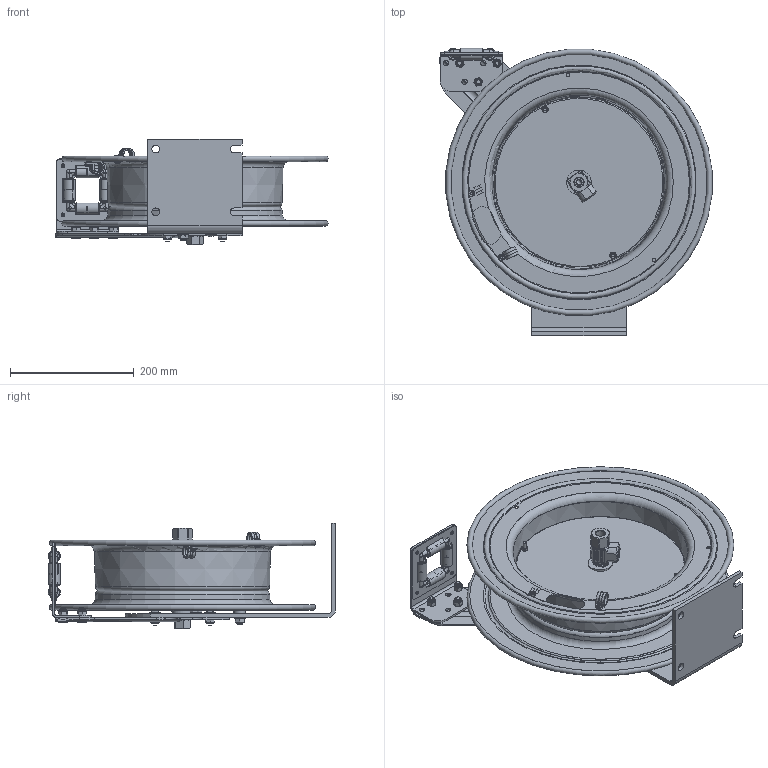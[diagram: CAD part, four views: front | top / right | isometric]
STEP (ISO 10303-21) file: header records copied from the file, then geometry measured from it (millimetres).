
FILE_DESCRIPTION(/* description */ (''),/* implementation_level */ '2;1');
FILE_NAME(/* name */ 'P-LPL-340_SHARED.stp',/* time_stamp */ '2020-01-17T09:06:42-07:00',/* author */ ('NMelton'),/* organization */ (''),/* preprocessor_version */ 'ST-DEVELOPER v17',/* originating_system */ 'Autodesk Inventor 2019',/* authorisation */ '');
FILE_SCHEMA (('AUTOMOTIVE_DESIGN { 1 0 10303 214 3 1 1 }'));
Products named in the file (1): P-LPL-340_SHARED
Bounding box: 439.84 x 464.36 x 170.69 mm (x, y, z)
Surface area: 1028689.6 mm2 (no closed solid volume)
Topology: 0 solids, 121 shells, 1823 faces, 8341 edges, 6433 vertices
Faces by surface type: plane 922, cylinder 388, bspline 272, cone 142, torus 64, sphere 35
Full cylindrical faces by diameter (mm): 2.159 x2, 2.54 x1, 3.048 x1, 3.962 x2, 4.699 x4, 4.826 x6, 5.182 x1, 5.588 x3, 6.35 x5, 7.938 x3, 8.636 x3, 8.731 x4, 8.89 x1, 11.43 x3, 12.192 x7, 12.7 x2, 14.859 x1, 15.875 x1, 17.882 x1, 19.05 x5, 20.574 x1, 28.575 x1, 34.925 x1, 35.052 x1, 39.624 x1
Entity records: 90893 total; most frequent: CARTESIAN_POINT 26878, ORIENTED_EDGE 11968, DIRECTION 11176, EDGE_CURVE 8300, VERTEX_POINT 6433, LINE 4692, VECTOR 4692, AXIS2_PLACEMENT_3D 3242
